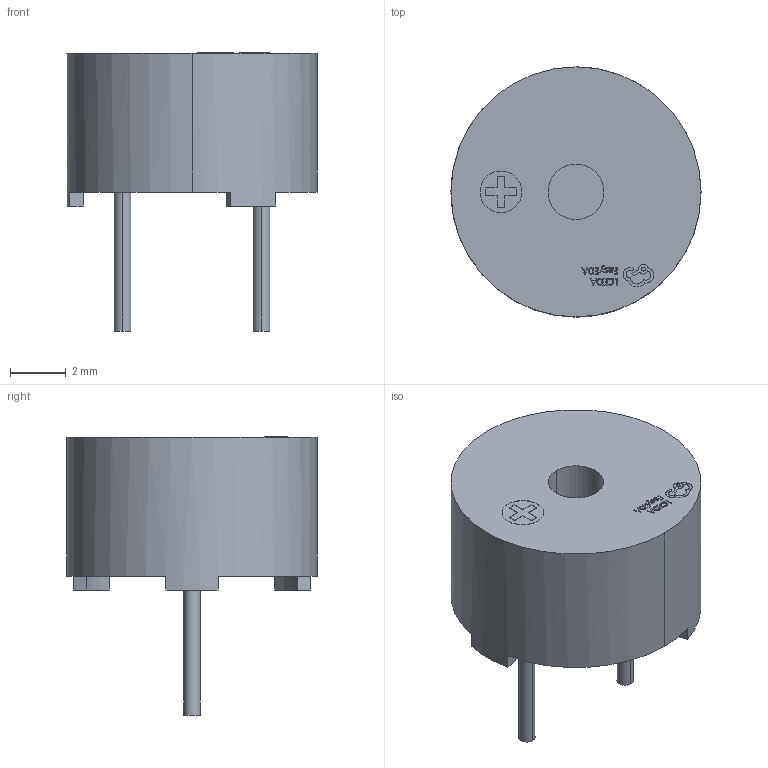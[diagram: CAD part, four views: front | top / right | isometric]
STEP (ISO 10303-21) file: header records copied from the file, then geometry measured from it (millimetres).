
FILE_DESCRIPTION (( 'STEP AP203' ), '1' );
FILE_NAME ('Buzzer.STEP', '2023-07-20T13:58:09', ( '' ), ( '' ), 'SwSTEP 2.0', 'SolidWorks 2021', '' );
FILE_SCHEMA (( 'CONFIG_CONTROL_DESIGN' ));
Length unit declared in the file: millimetre
Products named in the file (5): Buzzer; BUZ-TH_BD9.0-P5.00-D0.6-FD.step; SOLID.step; BUZ1.step; 3D_PCB1_2023-07-20.step
Assembly tree (4 placements, depth 5):
  Buzzer
    3D_PCB1_2023-07-20.step
      BUZ1.step
        BUZ-TH_BD9.0-P5.00-D0.6-FD.step
          SOLID.step
Bounding box: 9 x 9 x 10.01 mm (x, y, z)
Volume: 271.6 mm3; surface area: 413.4 mm2
Topology: 1 solids, 1 shells, 327 faces, 879 edges, 586 vertices
Faces by surface type: plane 200, bspline 112, cylinder 15
Entity records: 11892 total; most frequent: CARTESIAN_POINT 3894, ORIENTED_EDGE 1758, DIRECTION 1141, EDGE_CURVE 879, LINE 619, VECTOR 619, VERTEX_POINT 586, EDGE_LOOP 359
